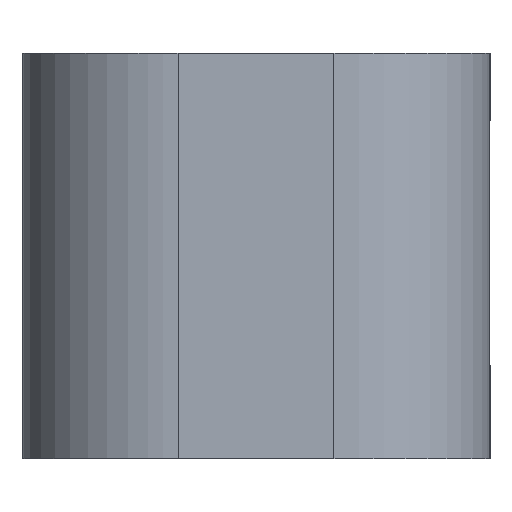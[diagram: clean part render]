
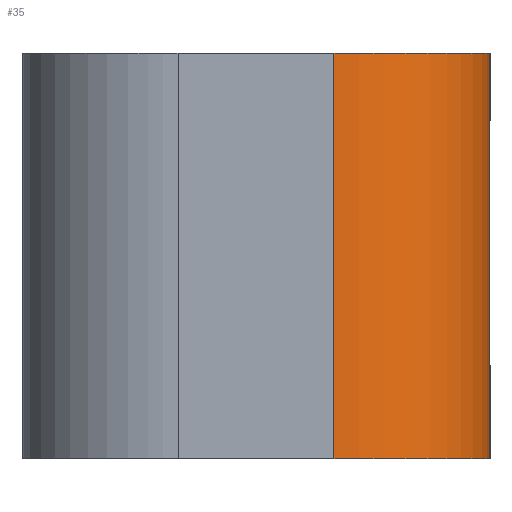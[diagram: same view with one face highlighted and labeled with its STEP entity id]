
A CAD part, left-side view. The second image highlights one B-rep face of the part: STEP entity #35.
In plain terms, the highlighted cylindrical face has radius 5 mm (diameter 10 mm), a partial arc.
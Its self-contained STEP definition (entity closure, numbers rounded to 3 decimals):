
#35=ADVANCED_FACE('',(#66),#487,.T.);
#66=FACE_OUTER_BOUND('',#101,.T.);
#101=EDGE_LOOP('',(#201,#202,#203,#204));
#201=ORIENTED_EDGE('',*,*,#319,.T.);
#202=ORIENTED_EDGE('',*,*,#323,.F.);
#203=ORIENTED_EDGE('',*,*,#321,.F.);
#204=ORIENTED_EDGE('',*,*,#324,.T.);
#319=EDGE_CURVE('',#459,#463,#409,.T.);
#321=EDGE_CURVE('',#460,#457,#411,.T.);
#323=EDGE_CURVE('',#457,#463,#369,.T.);
#324=EDGE_CURVE('',#460,#459,#370,.T.);
#369=(
BOUNDED_CURVE()
B_SPLINE_CURVE(2,(#897,#898,#899),.UNSPECIFIED.,.F.,.F.)
B_SPLINE_CURVE_WITH_KNOTS((3,3),(-7.854,0.),.UNSPECIFIED.)
CURVE()
GEOMETRIC_REPRESENTATION_ITEM()
RATIONAL_B_SPLINE_CURVE((1.,0.707,1.))
REPRESENTATION_ITEM('')
);
#370=(
BOUNDED_CURVE()
B_SPLINE_CURVE(2,(#900,#901,#902),.UNSPECIFIED.,.F.,.F.)
B_SPLINE_CURVE_WITH_KNOTS((3,3),(-7.854,0.),.UNSPECIFIED.)
CURVE()
GEOMETRIC_REPRESENTATION_ITEM()
RATIONAL_B_SPLINE_CURVE((1.,0.707,1.))
REPRESENTATION_ITEM('')
);
#409=B_SPLINE_CURVE_WITH_KNOTS('',1,(#889,#890),.UNSPECIFIED.,.F.,.F.,(2,
2),(0.,13.),.UNSPECIFIED.);
#411=B_SPLINE_CURVE_WITH_KNOTS('',1,(#893,#894),.UNSPECIFIED.,.F.,.F.,(2,
2),(0.,13.),.UNSPECIFIED.);
#457=VERTEX_POINT('',#749);
#459=VERTEX_POINT('',#751);
#460=VERTEX_POINT('',#752);
#463=VERTEX_POINT('',#755);
#487=CYLINDRICAL_SURFACE('',#610,5.);
#610=AXIS2_PLACEMENT_3D('',#668,#639,$);
#639=DIRECTION('',(0.,0.,-1.));
#668=CARTESIAN_POINT('',(5.,5.,6.5));
#749=CARTESIAN_POINT('',(0.,5.,13.));
#751=CARTESIAN_POINT('',(5.,0.,0.));
#752=CARTESIAN_POINT('',(0.,5.,0.));
#755=CARTESIAN_POINT('',(5.,0.,13.));
#889=CARTESIAN_POINT('',(5.,0.,0.));
#890=CARTESIAN_POINT('',(5.,0.,13.));
#893=CARTESIAN_POINT('',(0.,5.,0.));
#894=CARTESIAN_POINT('',(0.,5.,13.));
#897=CARTESIAN_POINT('',(0.,5.,13.));
#898=CARTESIAN_POINT('',(0.,0.,13.));
#899=CARTESIAN_POINT('',(5.,0.,13.));
#900=CARTESIAN_POINT('',(0.,5.,0.));
#901=CARTESIAN_POINT('',(0.,0.,0.));
#902=CARTESIAN_POINT('',(5.,0.,0.));
